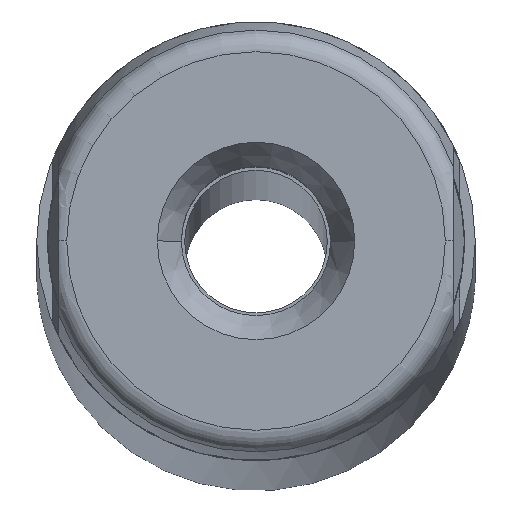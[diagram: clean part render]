
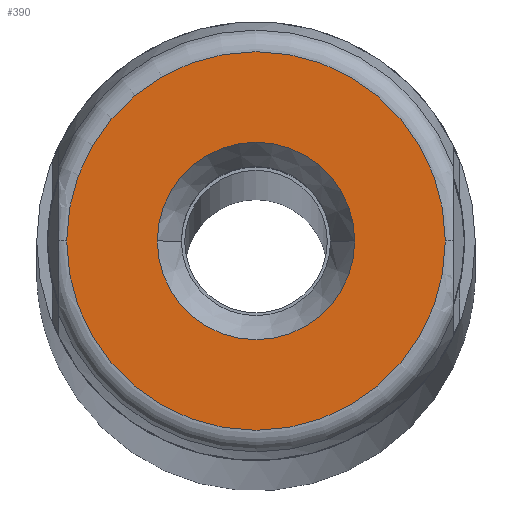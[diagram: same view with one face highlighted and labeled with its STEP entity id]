
A CAD part, top view. The second image highlights one B-rep face of the part: STEP entity #390.
In plain terms, the highlighted planar face has unit normal (0, 0, 1).
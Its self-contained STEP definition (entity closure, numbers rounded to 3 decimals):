
#163 = VERTEX_POINT ( 'NONE', #1358 ) ;
#174 = EDGE_CURVE ( 'NONE', #163, #200, #1354, .T. ) ;
#200 = VERTEX_POINT ( 'NONE', #985 ) ;
#295 = VERTEX_POINT ( 'NONE', #1205 ) ;
#308 = EDGE_CURVE ( 'NONE', #295, #311, #1267, .T. ) ;
#311 = VERTEX_POINT ( 'NONE', #1292 ) ;
#382 = ORIENTED_EDGE ( 'NONE', *, *, #308, .F. ) ;
#390 = ADVANCED_FACE ( 'NONE', ( #1492, #1476 ), #1470, .F. ) ;
#456 = ORIENTED_EDGE ( 'NONE', *, *, #174, .T. ) ;
#474 = EDGE_LOOP ( 'NONE', ( #456, #483 ) ) ;
#481 = EDGE_CURVE ( 'NONE', #200, #163, #909, .T. ) ;
#483 = ORIENTED_EDGE ( 'NONE', *, *, #481, .T. ) ;
#487 = ORIENTED_EDGE ( 'NONE', *, *, #488, .F. ) ;
#488 = EDGE_CURVE ( 'NONE', #311, #295, #785, .T. ) ;
#491 = EDGE_LOOP ( 'NONE', ( #487, #382 ) ) ;
#712 = DIRECTION ( 'NONE',  ( 1., 0., 0. ) ) ;
#713 = CARTESIAN_POINT ( 'NONE',  ( 0., 0., 0. ) ) ;
#714 = AXIS2_PLACEMENT_3D ( 'NONE', #713, #715, #712 ) ;
#715 = DIRECTION ( 'NONE',  ( 0., 0., 1. ) ) ;
#766 = CARTESIAN_POINT ( 'NONE',  ( 0., 0., 0. ) ) ;
#785 = CIRCLE ( 'NONE', #803, 4.5 ) ;
#787 = DIRECTION ( 'NONE',  ( 1., 0., 0. ) ) ;
#794 = DIRECTION ( 'NONE',  ( 0., 0., 1. ) ) ;
#803 = AXIS2_PLACEMENT_3D ( 'NONE', #766, #794, #787 ) ;
#909 = CIRCLE ( 'NONE', #714, 8.632 ) ;
#985 = CARTESIAN_POINT ( 'NONE',  ( -8.632, 0., 0. ) ) ;
#1205 = CARTESIAN_POINT ( 'NONE',  ( -4.5, 0., 0. ) ) ;
#1220 = CARTESIAN_POINT ( 'NONE',  ( 0., 0., 0. ) ) ;
#1221 = AXIS2_PLACEMENT_3D ( 'NONE', #1220, #1306, #1305 ) ;
#1267 = CIRCLE ( 'NONE', #1221, 4.5 ) ;
#1292 = CARTESIAN_POINT ( 'NONE',  ( 4.5, 0., 0. ) ) ;
#1305 = DIRECTION ( 'NONE',  ( 1., 0., 0. ) ) ;
#1306 = DIRECTION ( 'NONE',  ( 0., 0., 1. ) ) ;
#1335 = DIRECTION ( 'NONE',  ( 1., 0., 0. ) ) ;
#1336 = DIRECTION ( 'NONE',  ( 0., 0., 1. ) ) ;
#1337 = CARTESIAN_POINT ( 'NONE',  ( 0., 0., 0. ) ) ;
#1338 = AXIS2_PLACEMENT_3D ( 'NONE', #1337, #1336, #1335 ) ;
#1354 = CIRCLE ( 'NONE', #1338, 8.632 ) ;
#1358 = CARTESIAN_POINT ( 'NONE',  ( 8.632, 0., 0. ) ) ;
#1470 = PLANE ( 'NONE',  #1478 ) ;
#1471 = CARTESIAN_POINT ( 'NONE',  ( 0., 0., 0. ) ) ;
#1476 = FACE_OUTER_BOUND ( 'NONE', #474, .T. ) ;
#1478 = AXIS2_PLACEMENT_3D ( 'NONE', #1471, #1481, #1480 ) ;
#1480 = DIRECTION ( 'NONE',  ( -1., 0., 0. ) ) ;
#1481 = DIRECTION ( 'NONE',  ( 0., 0., -1. ) ) ;
#1492 = FACE_BOUND ( 'NONE', #491, .T. ) ;
